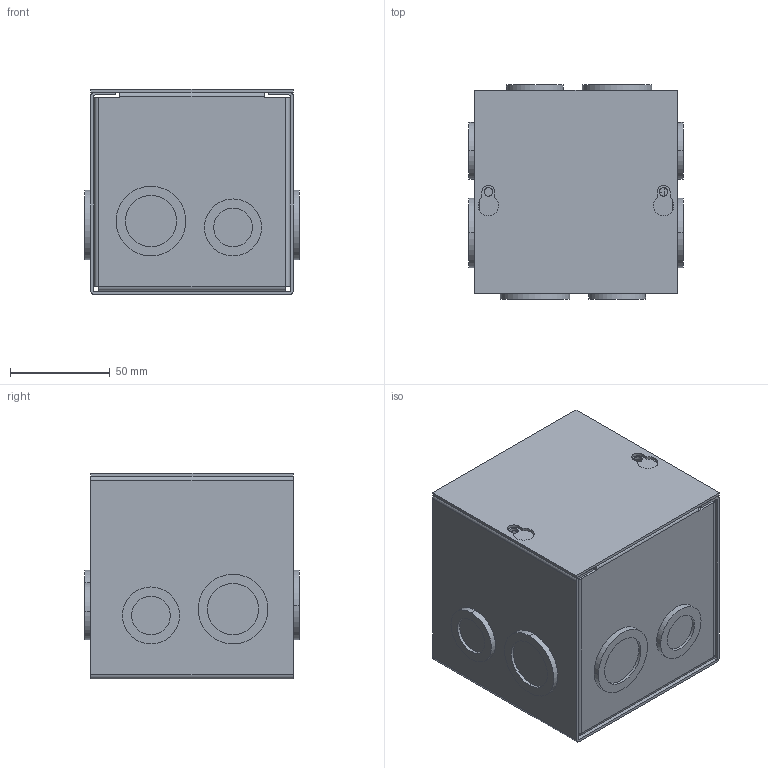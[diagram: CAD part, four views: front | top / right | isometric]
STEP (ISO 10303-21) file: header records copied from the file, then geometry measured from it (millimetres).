
FILE_DESCRIPTION (( 'STEP AP203' ), '1' );
FILE_NAME ('CSKO444_Default.step', '2019-11-13T16:15:32', ( '' ), ( '' ), 'SwSTEP 2.0', 'SolidWorks 2019', '' );
FILE_SCHEMA (( 'CONFIG_CONTROL_DESIGN' ));
Length unit declared in the file: inch
Products named in the file (1): CSKO444_Default
Bounding box: 107.54 x 107.54 x 103.05 mm (x, y, z)
Volume: 106514.3 mm3; surface area: 150876 mm2
Topology: 4 solids, 4 shells, 301 faces, 734 edges, 478 vertices
Faces by surface type: plane 169, cylinder 124, bspline 4, cone 4
Entity records: 9027 total; most frequent: DIRECTION 1588, CARTESIAN_POINT 1586, ORIENTED_EDGE 1468, EDGE_CURVE 734, AXIS2_PLACEMENT_3D 560, VERTEX_POINT 478, VECTOR 468, LINE 468
